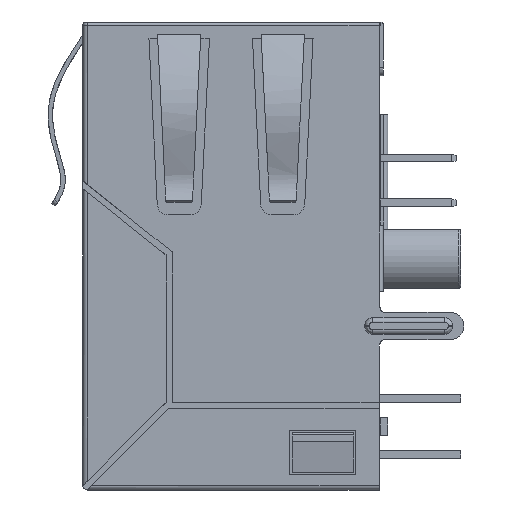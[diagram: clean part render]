
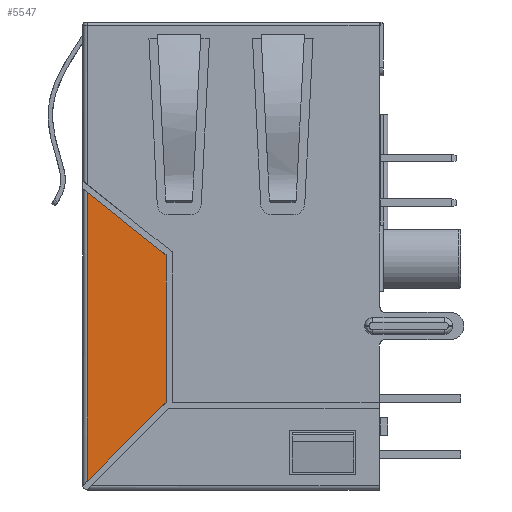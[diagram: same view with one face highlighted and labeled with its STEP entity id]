
A CAD part, left-side view. The second image highlights one B-rep face of the part: STEP entity #5547.
In plain terms, the highlighted planar face has unit normal (-1, 0, 0).
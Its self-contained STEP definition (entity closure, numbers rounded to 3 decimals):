
#337 = AXIS2_PLACEMENT_3D ( 'NONE', #8688, #21008, #28164 ) ;
#377 = VERTEX_POINT ( 'NONE', #29913 ) ;
#1600 = DIRECTION ( 'NONE',  ( 0., -0.783, -0.622 ) ) ;
#1642 = VECTOR ( 'NONE', #1600, 1000. ) ;
#5018 = LINE ( 'NONE', #10372, #19999 ) ;
#5547 = ADVANCED_FACE ( 'NONE', ( #27531 ), #15190, .T. ) ;
#5766 = VECTOR ( 'NONE', #9333, 1000. ) ;
#6056 = CARTESIAN_POINT ( 'NONE',  ( -7.975, 6.75, 0.2 ) ) ;
#6998 = EDGE_CURVE ( 'NONE', #377, #31287, #5018, .T. ) ;
#8688 = CARTESIAN_POINT ( 'NONE',  ( -7.975, 6.75, 0. ) ) ;
#9333 = DIRECTION ( 'NONE',  ( 0., 0., 1. ) ) ;
#10372 = CARTESIAN_POINT ( 'NONE',  ( -7.975, 2.975, 3.975 ) ) ;
#11504 = LINE ( 'NONE', #14084, #1642 ) ;
#11853 = EDGE_CURVE ( 'NONE', #31287, #24505, #30234, .T. ) ;
#12228 = ORIENTED_EDGE ( 'NONE', *, *, #6998, .F. ) ;
#12913 = ORIENTED_EDGE ( 'NONE', *, *, #15406, .F. ) ;
#14084 = CARTESIAN_POINT ( 'NONE',  ( -7.975, 2.975, 10.675 ) ) ;
#14914 = DIRECTION ( 'NONE',  ( 0., 0., -1. ) ) ;
#15190 = PLANE ( 'NONE',  #337 ) ;
#15406 = EDGE_CURVE ( 'NONE', #26475, #377, #11504, .T. ) ;
#16339 = LINE ( 'NONE', #21673, #5766 ) ;
#16527 = CARTESIAN_POINT ( 'NONE',  ( -7.975, 6.55, 0.4 ) ) ;
#18873 = ORIENTED_EDGE ( 'NONE', *, *, #29931, .F. ) ;
#19147 = ORIENTED_EDGE ( 'NONE', *, *, #11853, .F. ) ;
#19999 = VECTOR ( 'NONE', #14914, 1000. ) ;
#21008 = DIRECTION ( 'NONE',  ( -1., 0., 0. ) ) ;
#21673 = CARTESIAN_POINT ( 'NONE',  ( -7.975, 6.55, 49.067 ) ) ;
#22792 = CARTESIAN_POINT ( 'NONE',  ( -7.975, 2.975, 3.975 ) ) ;
#22794 = EDGE_LOOP ( 'NONE', ( #12228, #12913, #18873, #19147 ) ) ;
#23245 = DIRECTION ( 'NONE',  ( 0., 0.707, -0.707 ) ) ;
#24505 = VERTEX_POINT ( 'NONE', #16527 ) ;
#26475 = VERTEX_POINT ( 'NONE', #31205 ) ;
#27531 = FACE_OUTER_BOUND ( 'NONE', #22794, .T. ) ;
#28164 = DIRECTION ( 'NONE',  ( 0., 0., 1. ) ) ;
#28971 = VECTOR ( 'NONE', #23245, 1000. ) ;
#29913 = CARTESIAN_POINT ( 'NONE',  ( -7.975, 2.975, 10.675 ) ) ;
#29931 = EDGE_CURVE ( 'NONE', #24505, #26475, #16339, .T. ) ;
#30234 = LINE ( 'NONE', #6056, #28971 ) ;
#31205 = CARTESIAN_POINT ( 'NONE',  ( -7.975, 6.55, 13.516 ) ) ;
#31287 = VERTEX_POINT ( 'NONE', #22792 ) ;
